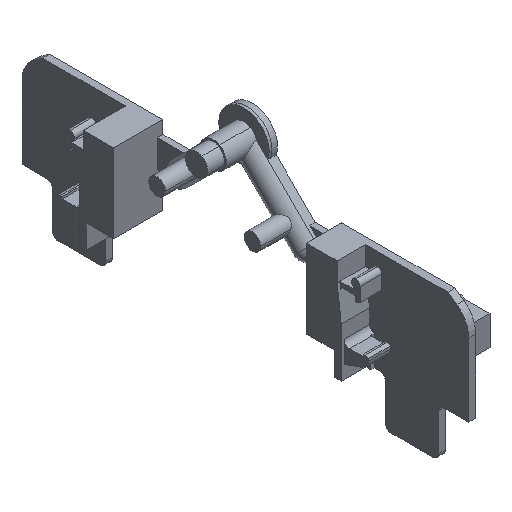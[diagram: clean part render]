
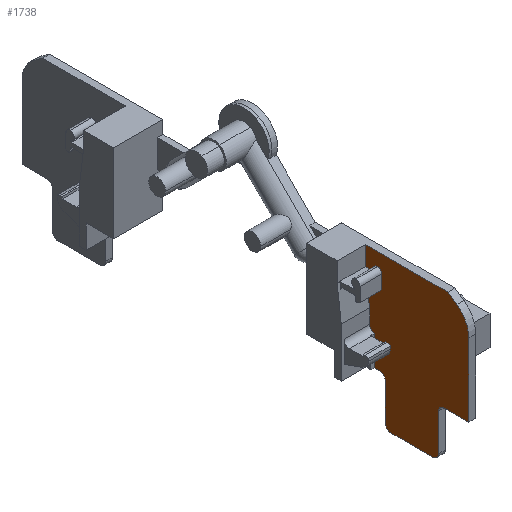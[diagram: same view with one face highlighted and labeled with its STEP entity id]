
A CAD part, isometric view. The second image highlights one B-rep face of the part: STEP entity #1738.
In plain terms, the highlighted planar face has unit normal (-1, 0, 0).
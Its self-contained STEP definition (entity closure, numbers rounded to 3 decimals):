
#919=AXIS2_PLACEMENT_3D('Circle Axis2P3D',#917,#918,$) ;
#997=AXIS2_PLACEMENT_3D('Circle Axis2P3D',#995,#996,$) ;
#1085=AXIS2_PLACEMENT_3D('Circle Axis2P3D',#1083,#1084,$) ;
#1158=AXIS2_PLACEMENT_3D('Circle Axis2P3D',#1156,#1157,$) ;
#1222=AXIS2_PLACEMENT_3D('Circle Axis2P3D',#1220,#1221,$) ;
#1306=AXIS2_PLACEMENT_3D('Circle Axis2P3D',#1304,#1305,$) ;
#1712=AXIS2_PLACEMENT_3D('Plane Axis2P3D',#1709,#1710,#1711) ;
#298=CARTESIAN_POINT('Vertex',(8.75,17.75,17.478)) ;
#302=CARTESIAN_POINT('Control Point',(8.75,18.083,20.14)) ;
#303=CARTESIAN_POINT('Control Point',(8.75,17.75,17.478)) ;
#304=CARTESIAN_POINT('Vertex',(8.75,18.083,20.14)) ;
#338=CARTESIAN_POINT('Control Point',(8.75,17.018,20.755)) ;
#339=CARTESIAN_POINT('Control Point',(8.75,18.083,20.14)) ;
#340=CARTESIAN_POINT('Vertex',(8.75,17.018,20.755)) ;
#384=CARTESIAN_POINT('Vertex',(8.75,18.5,23.478)) ;
#402=CARTESIAN_POINT('Vertex',(8.75,17.65,23.478)) ;
#405=CARTESIAN_POINT('Line Origine',(8.75,18.075,23.478)) ;
#517=CARTESIAN_POINT('Vertex',(8.75,18.5,26.9)) ;
#524=CARTESIAN_POINT('Line Origine',(8.75,18.5,25.189)) ;
#604=CARTESIAN_POINT('Vertex',(8.75,17.75,14.9)) ;
#608=CARTESIAN_POINT('Control Point',(8.75,17.75,17.478)) ;
#609=CARTESIAN_POINT('Control Point',(8.75,17.75,14.9)) ;
#643=CARTESIAN_POINT('Line Origine',(8.75,17.334,22.116)) ;
#692=CARTESIAN_POINT('Control Point',(8.75,3.694,26.9)) ;
#693=CARTESIAN_POINT('Control Point',(8.75,18.5,26.9)) ;
#694=CARTESIAN_POINT('Vertex',(8.75,3.694,26.9)) ;
#752=CARTESIAN_POINT('Vertex',(8.75,15.925,8.6)) ;
#756=CARTESIAN_POINT('Control Point',(8.75,15.925,8.6)) ;
#757=CARTESIAN_POINT('Control Point',(8.75,16.9,8.6)) ;
#758=CARTESIAN_POINT('Vertex',(8.75,16.9,8.6)) ;
#914=CARTESIAN_POINT('Vertex',(8.75,16.9,13.911)) ;
#917=CARTESIAN_POINT('Axis2P3D Location',(8.75,16.75,14.9)) ;
#992=CARTESIAN_POINT('Vertex',(8.75,14.925,7.6)) ;
#995=CARTESIAN_POINT('Axis2P3D Location',(8.75,15.925,7.6)) ;
#1012=CARTESIAN_POINT('Line Origine',(8.75,16.9,12.324)) ;
#1016=CARTESIAN_POINT('Vertex',(8.75,16.9,10.736)) ;
#1024=CARTESIAN_POINT('Control Point',(8.75,16.9,8.6)) ;
#1025=CARTESIAN_POINT('Control Point',(8.75,16.9,10.736)) ;
#1042=CARTESIAN_POINT('Control Point',(8.75,3.694,26.9)) ;
#1043=CARTESIAN_POINT('Control Point',(8.75,2.113,25.782)) ;
#1044=CARTESIAN_POINT('Vertex',(8.75,2.113,25.782)) ;
#1073=CARTESIAN_POINT('Vertex',(8.75,0.,21.7)) ;
#1083=CARTESIAN_POINT('Axis2P3D Location',(8.75,5.,21.7)) ;
#1103=CARTESIAN_POINT('Vertex',(8.75,0.,8.6)) ;
#1113=CARTESIAN_POINT('Control Point',(8.75,0.,21.7)) ;
#1114=CARTESIAN_POINT('Control Point',(8.75,0.,8.6)) ;
#1135=CARTESIAN_POINT('Control Point',(8.75,0.,8.6)) ;
#1136=CARTESIAN_POINT('Control Point',(8.75,4.425,8.6)) ;
#1137=CARTESIAN_POINT('Vertex',(8.75,4.425,8.6)) ;
#1156=CARTESIAN_POINT('Axis2P3D Location',(8.75,4.425,7.6)) ;
#1160=CARTESIAN_POINT('Vertex',(8.75,5.425,7.6)) ;
#1188=CARTESIAN_POINT('Control Point',(8.75,5.425,7.6)) ;
#1189=CARTESIAN_POINT('Control Point',(8.75,5.425,1.)) ;
#1190=CARTESIAN_POINT('Vertex',(8.75,5.425,1.)) ;
#1220=CARTESIAN_POINT('Axis2P3D Location',(8.75,6.425,1.)) ;
#1224=CARTESIAN_POINT('Vertex',(8.75,6.425,0.)) ;
#1266=CARTESIAN_POINT('Vertex',(8.75,13.925,0.)) ;
#1275=CARTESIAN_POINT('Control Point',(8.75,6.425,0.)) ;
#1276=CARTESIAN_POINT('Control Point',(8.75,13.925,0.)) ;
#1296=CARTESIAN_POINT('Vertex',(8.75,14.925,1.)) ;
#1304=CARTESIAN_POINT('Axis2P3D Location',(8.75,13.925,1.)) ;
#1327=CARTESIAN_POINT('Control Point',(8.75,14.925,1.)) ;
#1328=CARTESIAN_POINT('Control Point',(8.75,14.925,7.6)) ;
#1709=CARTESIAN_POINT('Axis2P3D Location',(8.75,20.5,31.9)) ;
#406=DIRECTION('Vector Direction',(0.,-1.,0.)) ;
#525=DIRECTION('Vector Direction',(0.,0.,1.)) ;
#644=DIRECTION('Vector Direction',(0.,0.226,0.974)) ;
#918=DIRECTION('Axis2P3D Direction',(-1.,0.,0.)) ;
#996=DIRECTION('Axis2P3D Direction',(1.,0.,0.)) ;
#1013=DIRECTION('Vector Direction',(0.,0.,1.)) ;
#1084=DIRECTION('Axis2P3D Direction',(1.,0.,0.)) ;
#1157=DIRECTION('Axis2P3D Direction',(-1.,0.,0.)) ;
#1221=DIRECTION('Axis2P3D Direction',(-1.,0.,0.)) ;
#1305=DIRECTION('Axis2P3D Direction',(-1.,0.,0.)) ;
#1710=DIRECTION('Axis2P3D Direction',(1.,0.,0.)) ;
#1711=DIRECTION('Axis2P3D XDirection',(0.,0.,-1.)) ;
#407=VECTOR('Line Direction',#406,1.) ;
#526=VECTOR('Line Direction',#525,1.) ;
#645=VECTOR('Line Direction',#644,1.) ;
#1014=VECTOR('Line Direction',#1013,1.) ;
#1715=ORIENTED_EDGE('',*,*,#1026,.F.) ;
#1716=ORIENTED_EDGE('',*,*,#760,.F.) ;
#1717=ORIENTED_EDGE('',*,*,#999,.T.) ;
#1718=ORIENTED_EDGE('',*,*,#1329,.F.) ;
#1719=ORIENTED_EDGE('',*,*,#1308,.T.) ;
#1720=ORIENTED_EDGE('',*,*,#1277,.F.) ;
#1721=ORIENTED_EDGE('',*,*,#1226,.T.) ;
#1722=ORIENTED_EDGE('',*,*,#1192,.F.) ;
#1723=ORIENTED_EDGE('',*,*,#1162,.T.) ;
#1724=ORIENTED_EDGE('',*,*,#1139,.F.) ;
#1725=ORIENTED_EDGE('',*,*,#1115,.F.) ;
#1726=ORIENTED_EDGE('',*,*,#1087,.F.) ;
#1727=ORIENTED_EDGE('',*,*,#1046,.F.) ;
#1728=ORIENTED_EDGE('',*,*,#696,.T.) ;
#1729=ORIENTED_EDGE('',*,*,#528,.F.) ;
#1730=ORIENTED_EDGE('',*,*,#409,.T.) ;
#1731=ORIENTED_EDGE('',*,*,#647,.F.) ;
#1732=ORIENTED_EDGE('',*,*,#342,.T.) ;
#1733=ORIENTED_EDGE('',*,*,#306,.T.) ;
#1734=ORIENTED_EDGE('',*,*,#610,.T.) ;
#1735=ORIENTED_EDGE('',*,*,#921,.T.) ;
#1736=ORIENTED_EDGE('',*,*,#1018,.F.) ;
#1738=ADVANCED_FACE('37821_ZVLA_..._ZPS2.5.1\\ZVLA LI ZPS2.5.1\\K\X2\00F6\X0\rper.2 ( HAUPTK\X2\00D6\X0\RPER - wsp *MASTER -  -Non Smart-  )',(#1737),#1713,.F.) ;
#301=B_SPLINE_CURVE_WITH_KNOTS('',1,(#302,#303),.UNSPECIFIED.,.F.,.U.,(2,2),(0.,2.683),.UNSPECIFIED.) ;
#337=B_SPLINE_CURVE_WITH_KNOTS('',1,(#338,#339),.UNSPECIFIED.,.F.,.U.,(2,2),(0.,1.229),.UNSPECIFIED.) ;
#607=B_SPLINE_CURVE_WITH_KNOTS('',1,(#608,#609),.UNSPECIFIED.,.F.,.U.,(2,2),(0.,2.578),.UNSPECIFIED.) ;
#691=B_SPLINE_CURVE_WITH_KNOTS('',1,(#692,#693),.UNSPECIFIED.,.F.,.U.,(2,2),(0.,14.806),.UNSPECIFIED.) ;
#755=B_SPLINE_CURVE_WITH_KNOTS('',1,(#756,#757),.UNSPECIFIED.,.F.,.U.,(2,2),(0.,0.975),.UNSPECIFIED.) ;
#1023=B_SPLINE_CURVE_WITH_KNOTS('',1,(#1024,#1025),.UNSPECIFIED.,.F.,.U.,(2,2),(0.,2.136),.UNSPECIFIED.) ;
#1041=B_SPLINE_CURVE_WITH_KNOTS('',1,(#1042,#1043),.UNSPECIFIED.,.F.,.U.,(2,2),(0.,1.936),.UNSPECIFIED.) ;
#1112=B_SPLINE_CURVE_WITH_KNOTS('',1,(#1113,#1114),.UNSPECIFIED.,.F.,.U.,(2,2),(0.,13.1),.UNSPECIFIED.) ;
#1134=B_SPLINE_CURVE_WITH_KNOTS('',1,(#1135,#1136),.UNSPECIFIED.,.F.,.U.,(2,2),(0.,4.425),.UNSPECIFIED.) ;
#1187=B_SPLINE_CURVE_WITH_KNOTS('',1,(#1188,#1189),.UNSPECIFIED.,.F.,.U.,(2,2),(0.,6.6),.UNSPECIFIED.) ;
#1274=B_SPLINE_CURVE_WITH_KNOTS('',1,(#1275,#1276),.UNSPECIFIED.,.F.,.U.,(2,2),(0.,7.5),.UNSPECIFIED.) ;
#1326=B_SPLINE_CURVE_WITH_KNOTS('',1,(#1327,#1328),.UNSPECIFIED.,.F.,.U.,(2,2),(0.,6.6),.UNSPECIFIED.) ;
#920=CIRCLE('generated circle',#919,1.) ;
#998=CIRCLE('generated circle',#997,1.) ;
#1086=CIRCLE('generated circle',#1085,5.) ;
#1159=CIRCLE('generated circle',#1158,1.) ;
#1223=CIRCLE('generated circle',#1222,1.) ;
#1307=CIRCLE('generated circle',#1306,1.) ;
#306=EDGE_CURVE('',#305,#299,#301,.T.) ;
#342=EDGE_CURVE('',#341,#305,#337,.T.) ;
#409=EDGE_CURVE('',#385,#403,#408,.T.) ;
#528=EDGE_CURVE('',#385,#518,#527,.T.) ;
#610=EDGE_CURVE('',#299,#605,#607,.T.) ;
#647=EDGE_CURVE('',#341,#403,#646,.T.) ;
#696=EDGE_CURVE('',#695,#518,#691,.T.) ;
#760=EDGE_CURVE('',#753,#759,#755,.T.) ;
#921=EDGE_CURVE('',#605,#915,#920,.T.) ;
#999=EDGE_CURVE('',#753,#993,#998,.T.) ;
#1018=EDGE_CURVE('',#1017,#915,#1015,.T.) ;
#1026=EDGE_CURVE('',#759,#1017,#1023,.T.) ;
#1046=EDGE_CURVE('',#695,#1045,#1041,.T.) ;
#1087=EDGE_CURVE('',#1045,#1074,#1086,.T.) ;
#1115=EDGE_CURVE('',#1074,#1104,#1112,.T.) ;
#1139=EDGE_CURVE('',#1104,#1138,#1134,.T.) ;
#1162=EDGE_CURVE('',#1161,#1138,#1159,.F.) ;
#1192=EDGE_CURVE('',#1161,#1191,#1187,.T.) ;
#1226=EDGE_CURVE('',#1225,#1191,#1223,.T.) ;
#1277=EDGE_CURVE('',#1225,#1267,#1274,.T.) ;
#1308=EDGE_CURVE('',#1297,#1267,#1307,.T.) ;
#1329=EDGE_CURVE('',#1297,#993,#1326,.T.) ;
#1714=EDGE_LOOP('',(#1715,#1716,#1717,#1718,#1719,#1720,#1721,#1722,#1723,#1724,#1725,#1726,#1727,#1728,#1729,#1730,#1731,#1732,#1733,#1734,#1735,#1736)) ;
#1737=FACE_OUTER_BOUND('',#1714,.T.) ;
#408=LINE('Line',#405,#407) ;
#527=LINE('Line',#524,#526) ;
#646=LINE('Line',#643,#645) ;
#1015=LINE('Line',#1012,#1014) ;
#1713=PLANE('',#1712) ;
#299=VERTEX_POINT('',#298) ;
#305=VERTEX_POINT('',#304) ;
#341=VERTEX_POINT('',#340) ;
#385=VERTEX_POINT('',#384) ;
#403=VERTEX_POINT('',#402) ;
#518=VERTEX_POINT('',#517) ;
#605=VERTEX_POINT('',#604) ;
#695=VERTEX_POINT('',#694) ;
#753=VERTEX_POINT('',#752) ;
#759=VERTEX_POINT('',#758) ;
#915=VERTEX_POINT('',#914) ;
#993=VERTEX_POINT('',#992) ;
#1017=VERTEX_POINT('',#1016) ;
#1045=VERTEX_POINT('',#1044) ;
#1074=VERTEX_POINT('',#1073) ;
#1104=VERTEX_POINT('',#1103) ;
#1138=VERTEX_POINT('',#1137) ;
#1161=VERTEX_POINT('',#1160) ;
#1191=VERTEX_POINT('',#1190) ;
#1225=VERTEX_POINT('',#1224) ;
#1267=VERTEX_POINT('',#1266) ;
#1297=VERTEX_POINT('',#1296) ;
